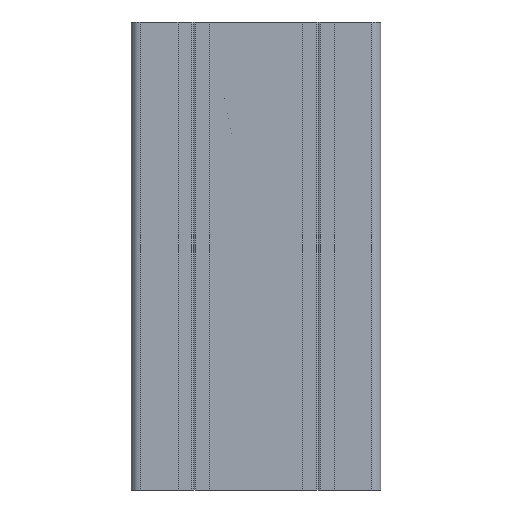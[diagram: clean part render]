
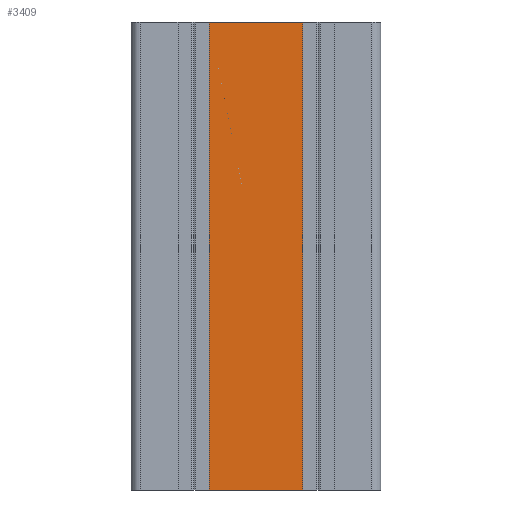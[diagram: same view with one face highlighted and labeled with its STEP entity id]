
A CAD part, left-side view. The second image highlights one B-rep face of the part: STEP entity #3409.
In plain terms, the highlighted planar face has unit normal (-1, 0, 0).
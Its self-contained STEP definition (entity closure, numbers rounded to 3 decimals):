
#121=LINE('',#4952,#511);
#287=LINE('',#5381,#677);
#373=LINE('',#5616,#763);
#374=LINE('',#5618,#764);
#511=VECTOR('',#3936,1000.);
#677=VECTOR('',#4200,1000.);
#763=VECTOR('',#4496,1000.);
#764=VECTOR('',#4499,1000.);
#1492=ORIENTED_EDGE('',*,*,#2175,.F.);
#1493=ORIENTED_EDGE('',*,*,#2293,.F.);
#1494=ORIENTED_EDGE('',*,*,#1961,.T.);
#1495=ORIENTED_EDGE('',*,*,#2294,.T.);
#1961=EDGE_CURVE('',#2472,#2471,#121,.T.);
#2175=EDGE_CURVE('',#2685,#2686,#287,.T.);
#2293=EDGE_CURVE('',#2472,#2685,#373,.T.);
#2294=EDGE_CURVE('',#2471,#2686,#374,.T.);
#2471=VERTEX_POINT('',#4951);
#2472=VERTEX_POINT('',#4953);
#2685=VERTEX_POINT('',#5380);
#2686=VERTEX_POINT('',#5382);
#2939=EDGE_LOOP('',(#1492,#1493,#1494,#1495));
#3125=FACE_BOUND('',#2939,.T.);
#3293=PLANE('',#3714);
#3409=ADVANCED_FACE('',(#3125),#3293,.T.);
#3714=AXIS2_PLACEMENT_3D('',#5617,#4497,#4498);
#3936=DIRECTION('',(0.,-1.,0.));
#4200=DIRECTION('',(0.,-1.,0.));
#4496=DIRECTION('',(0.,0.,1.));
#4497=DIRECTION('',(-1.,0.,0.));
#4498=DIRECTION('',(0.,0.,1.));
#4499=DIRECTION('',(0.,0.,1.));
#4951=CARTESIAN_POINT('',(-20.,-15.,-150.));
#4952=CARTESIAN_POINT('',(-20.,15.,-150.));
#4953=CARTESIAN_POINT('',(-20.,15.,-150.));
#5380=CARTESIAN_POINT('',(-20.,15.,0.));
#5381=CARTESIAN_POINT('',(-20.,15.,0.));
#5382=CARTESIAN_POINT('',(-20.,-15.,0.));
#5616=CARTESIAN_POINT('',(-20.,15.,-150.));
#5617=CARTESIAN_POINT('',(-20.,15.,-150.));
#5618=CARTESIAN_POINT('',(-20.,-15.,-150.));
